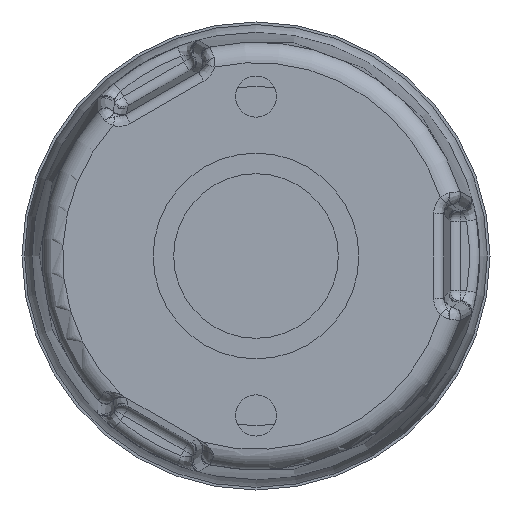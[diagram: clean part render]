
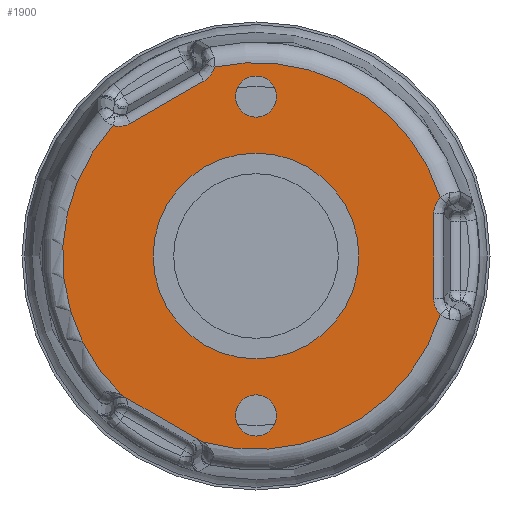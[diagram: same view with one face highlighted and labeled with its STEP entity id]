
A CAD part, front view. The second image highlights one B-rep face of the part: STEP entity #1900.
In plain terms, the highlighted planar face has unit normal (0, -1, 0).
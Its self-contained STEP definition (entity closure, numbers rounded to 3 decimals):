
#88=LINE('',#5710,#147);
#93=LINE('',#12977,#152);
#107=LINE('',#17236,#166);
#147=VECTOR('',#2193,8.233);
#152=VECTOR('',#2214,8.233);
#166=VECTOR('',#2294,9.056);
#209=B_SPLINE_CURVE_WITH_KNOTS('',3,(#5753,#5754,#5755,#5756,#5757,#5758,
#5759),.UNSPECIFIED.,.F.,.F.,(4,1,1,1,4),(0.,0.025,0.05,
0.1,0.175),.UNSPECIFIED.);
#214=B_SPLINE_CURVE_WITH_KNOTS('',3,(#9666,#9667,#9668,#9669,#9670,#9671,
#9672),.UNSPECIFIED.,.F.,.F.,(4,1,1,1,4),(0.,0.1,0.125,
0.15,0.175),.UNSPECIFIED.);
#225=B_SPLINE_CURVE_WITH_KNOTS('',3,(#13014,#13015,#13016,#13017,#13018,
#13019),.UNSPECIFIED.,.F.,.F.,(4,1,1,4),(0.,0.025,0.075,
0.175),.UNSPECIFIED.);
#230=B_SPLINE_CURVE_WITH_KNOTS('',3,(#16618,#16619,#16620,#16621,#16622,
#16623,#16624),.UNSPECIFIED.,.F.,.F.,(4,1,1,1,4),(0.,0.075,
0.125,0.15,0.175),.UNSPECIFIED.);
#354=PLANE('',#2087);
#378=FACE_BOUND('',#650,.T.);
#379=FACE_BOUND('',#651,.T.);
#380=FACE_BOUND('',#652,.T.);
#506=FACE_OUTER_BOUND('',#649,.T.);
#649=EDGE_LOOP('',(#1685,#1686,#1687,#1688,#1689,#1690,#1691,#1692,#1693,
#1694));
#650=EDGE_LOOP('',(#1695));
#651=EDGE_LOOP('',(#1696));
#652=EDGE_LOOP('',(#1697));
#703=CIRCLE('',#1935,10.);
#710=CIRCLE('',#1947,2.);
#712=CIRCLE('',#1950,2.);
#786=CIRCLE('',#2080,18.803);
#787=CIRCLE('',#2082,18.803);
#790=CIRCLE('',#2086,18.803);
#815=VERTEX_POINT('',#2639);
#822=VERTEX_POINT('',#2658);
#824=VERTEX_POINT('',#2663);
#825=VERTEX_POINT('',#4685);
#829=VERTEX_POINT('',#5703);
#832=VERTEX_POINT('',#5708);
#834=VERTEX_POINT('',#8516);
#845=VERTEX_POINT('',#11910);
#849=VERTEX_POINT('',#12970);
#852=VERTEX_POINT('',#12975);
#854=VERTEX_POINT('',#15556);
#893=VERTEX_POINT('',#17230);
#894=VERTEX_POINT('',#17235);
#982=EDGE_CURVE('',#815,#815,#703,.T.);
#989=EDGE_CURVE('',#822,#822,#710,.T.);
#991=EDGE_CURVE('',#824,#824,#712,.T.);
#999=EDGE_CURVE('',#832,#829,#88,.T.);
#1001=EDGE_CURVE('',#825,#832,#209,.T.);
#1007=EDGE_CURVE('',#829,#834,#214,.T.);
#1026=EDGE_CURVE('',#852,#849,#93,.T.);
#1028=EDGE_CURVE('',#845,#852,#225,.T.);
#1034=EDGE_CURVE('',#849,#854,#230,.T.);
#1095=EDGE_CURVE('',#894,#893,#107,.T.);
#1214=EDGE_CURVE('',#854,#825,#786,.T.);
#1215=EDGE_CURVE('',#834,#893,#787,.T.);
#1218=EDGE_CURVE('',#894,#845,#790,.T.);
#1685=ORIENTED_EDGE('',*,*,#1001,.F.);
#1686=ORIENTED_EDGE('',*,*,#1214,.F.);
#1687=ORIENTED_EDGE('',*,*,#1034,.F.);
#1688=ORIENTED_EDGE('',*,*,#1026,.F.);
#1689=ORIENTED_EDGE('',*,*,#1028,.F.);
#1690=ORIENTED_EDGE('',*,*,#1218,.F.);
#1691=ORIENTED_EDGE('',*,*,#1095,.T.);
#1692=ORIENTED_EDGE('',*,*,#1215,.F.);
#1693=ORIENTED_EDGE('',*,*,#1007,.F.);
#1694=ORIENTED_EDGE('',*,*,#999,.F.);
#1695=ORIENTED_EDGE('',*,*,#982,.F.);
#1696=ORIENTED_EDGE('',*,*,#989,.T.);
#1697=ORIENTED_EDGE('',*,*,#991,.T.);
#1900=ADVANCED_FACE('',(#506,#378,#379,#380),#354,.T.);
#1935=AXIS2_PLACEMENT_3D('',#2640,#2152,#2153);
#1947=AXIS2_PLACEMENT_3D('',#2659,#2176,#2177);
#1950=AXIS2_PLACEMENT_3D('',#2664,#2182,#2183);
#2080=AXIS2_PLACEMENT_3D('',#17988,#2501,#2502);
#2082=AXIS2_PLACEMENT_3D('',#17990,#2505,#2506);
#2086=AXIS2_PLACEMENT_3D('',#17994,#2513,#2514);
#2087=AXIS2_PLACEMENT_3D('',#17995,#2515,#2516);
#2152=DIRECTION('center_axis',(0.,-1.,0.));
#2153=DIRECTION('ref_axis',(1.,0.,0.));
#2176=DIRECTION('center_axis',(0.,1.,0.));
#2177=DIRECTION('ref_axis',(1.,0.,0.));
#2182=DIRECTION('center_axis',(0.,1.,0.));
#2183=DIRECTION('ref_axis',(1.,0.,0.));
#2193=DIRECTION('',(0.,0.,-1.));
#2214=DIRECTION('',(0.866,0.,0.5));
#2294=DIRECTION('',(0.866,0.,-0.5));
#2501=DIRECTION('center_axis',(0.,1.,0.));
#2502=DIRECTION('ref_axis',(-1.,0.,0.));
#2505=DIRECTION('center_axis',(0.,1.,0.));
#2506=DIRECTION('ref_axis',(-1.,0.,0.));
#2513=DIRECTION('center_axis',(0.,1.,0.));
#2514=DIRECTION('ref_axis',(-1.,0.,0.));
#2515=DIRECTION('center_axis',(0.,-1.,0.));
#2516=DIRECTION('ref_axis',(0.,0.,-1.));
#2639=CARTESIAN_POINT('',(10.,0.,0.));
#2640=CARTESIAN_POINT('Origin',(0.,0.,0.));
#2658=CARTESIAN_POINT('',(2.,0.,15.5));
#2659=CARTESIAN_POINT('Origin',(0.,0.,15.5));
#2663=CARTESIAN_POINT('',(2.,0.,-15.5));
#2664=CARTESIAN_POINT('Origin',(0.,0.,-15.5));
#4685=CARTESIAN_POINT('',(17.919,0.,5.698));
#5703=CARTESIAN_POINT('',(17.267,0.,-4.117));
#5708=CARTESIAN_POINT('',(17.267,0.,4.117));
#5710=CARTESIAN_POINT('',(17.267,0.,2.5));
#5753=CARTESIAN_POINT('Ctrl Pts',(17.919,0.,
5.698));
#5754=CARTESIAN_POINT('Ctrl Pts',(17.864,0.,
5.636));
#5755=CARTESIAN_POINT('Ctrl Pts',(17.757,0.,
5.508));
#5756=CARTESIAN_POINT('Ctrl Pts',(17.565,0.,
5.234));
#5757=CARTESIAN_POINT('Ctrl Pts',(17.342,0.,
4.783));
#5758=CARTESIAN_POINT('Ctrl Pts',(17.267,0.,
4.367));
#5759=CARTESIAN_POINT('Ctrl Pts',(17.267,0.,
4.117));
#8516=CARTESIAN_POINT('',(17.919,0.,-5.698));
#9666=CARTESIAN_POINT('Ctrl Pts',(17.267,0.,
-4.117));
#9667=CARTESIAN_POINT('Ctrl Pts',(17.267,0.,
-4.45));
#9668=CARTESIAN_POINT('Ctrl Pts',(17.368,0.,
-4.866));
#9669=CARTESIAN_POINT('Ctrl Pts',(17.613,0.,
-5.303));
#9670=CARTESIAN_POINT('Ctrl Pts',(17.757,0.,
-5.508));
#9671=CARTESIAN_POINT('Ctrl Pts',(17.864,0.,
-5.636));
#9672=CARTESIAN_POINT('Ctrl Pts',(17.919,0.,
-5.698));
#11910=CARTESIAN_POINT('',(-13.894,0.,12.669));
#12970=CARTESIAN_POINT('',(-5.069,0.,17.012));
#12975=CARTESIAN_POINT('',(-12.199,0.,12.896));
#12977=CARTESIAN_POINT('',(-10.799,0.,13.704));
#13014=CARTESIAN_POINT('Ctrl Pts',(-13.894,0.,
12.669));
#13015=CARTESIAN_POINT('Ctrl Pts',(-13.813,0.,
12.653));
#13016=CARTESIAN_POINT('Ctrl Pts',(-13.566,0.,
12.609));
#13017=CARTESIAN_POINT('Ctrl Pts',(-12.98,0.,
12.584));
#13018=CARTESIAN_POINT('Ctrl Pts',(-12.487,0.,
12.729));
#13019=CARTESIAN_POINT('Ctrl Pts',(-12.199,0.,
12.896));
#15556=CARTESIAN_POINT('',(-4.025,0.,18.367));
#16618=CARTESIAN_POINT('Ctrl Pts',(-5.069,0.,
17.012));
#16619=CARTESIAN_POINT('Ctrl Pts',(-4.852,0.,
17.137));
#16620=CARTESIAN_POINT('Ctrl Pts',(-4.529,0.,
17.41));
#16621=CARTESIAN_POINT('Ctrl Pts',(-4.249,0.,
17.829));
#16622=CARTESIAN_POINT('Ctrl Pts',(-4.108,0.,
18.132));
#16623=CARTESIAN_POINT('Ctrl Pts',(-4.051,0.,
18.288));
#16624=CARTESIAN_POINT('Ctrl Pts',(-4.025,0.,
18.367));
#17230=CARTESIAN_POINT('',(-5.204,0.,-18.069));
#17235=CARTESIAN_POINT('',(-13.046,0.,-13.541));
#17236=CARTESIAN_POINT('',(-6.96,0.,-17.055));
#17988=CARTESIAN_POINT('Origin',(0.,0.,0.));
#17990=CARTESIAN_POINT('Origin',(0.,0.,0.));
#17994=CARTESIAN_POINT('Origin',(0.,0.,0.));
#17995=CARTESIAN_POINT('Origin',(0.,0.,0.));
